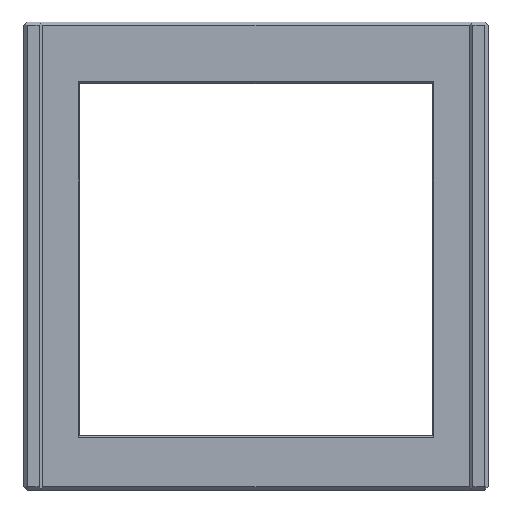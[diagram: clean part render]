
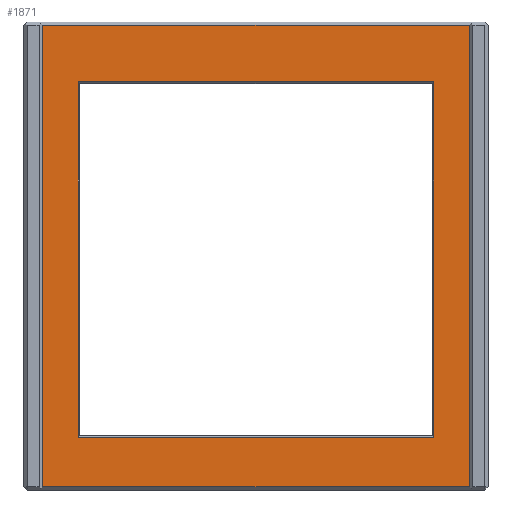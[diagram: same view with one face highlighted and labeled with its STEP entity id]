
A CAD part, top view. The second image highlights one B-rep face of the part: STEP entity #1871.
In plain terms, the highlighted planar face has unit normal (0, 0, 1).
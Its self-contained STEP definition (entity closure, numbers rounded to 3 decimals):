
#187=ORIENTED_EDGE('',*,*,#674,.F.);
#188=ORIENTED_EDGE('',*,*,#694,.T.);
#189=ORIENTED_EDGE('',*,*,#676,.F.);
#190=ORIENTED_EDGE('',*,*,#695,.T.);
#191=ORIENTED_EDGE('',*,*,#696,.T.);
#192=ORIENTED_EDGE('',*,*,#697,.T.);
#193=ORIENTED_EDGE('',*,*,#698,.T.);
#194=ORIENTED_EDGE('',*,*,#699,.T.);
#674=EDGE_CURVE('',#930,#931,#1093,.T.);
#676=EDGE_CURVE('',#932,#933,#1095,.T.);
#694=EDGE_CURVE('',#930,#933,#1113,.T.);
#695=EDGE_CURVE('',#932,#931,#1114,.T.);
#696=EDGE_CURVE('',#942,#943,#1115,.F.);
#697=EDGE_CURVE('',#943,#944,#1116,.T.);
#698=EDGE_CURVE('',#944,#945,#1117,.F.);
#699=EDGE_CURVE('',#945,#942,#1118,.T.);
#930=VERTEX_POINT('',#2750);
#931=VERTEX_POINT('',#2752);
#932=VERTEX_POINT('',#2756);
#933=VERTEX_POINT('',#2757);
#942=VERTEX_POINT('',#2793);
#943=VERTEX_POINT('',#2794);
#944=VERTEX_POINT('',#2796);
#945=VERTEX_POINT('',#2798);
#1093=LINE('',#2751,#1318);
#1095=LINE('',#2755,#1320);
#1113=LINE('',#2790,#1338);
#1114=LINE('',#2791,#1339);
#1115=LINE('',#2792,#1340);
#1116=LINE('',#2795,#1341);
#1117=LINE('',#2797,#1342);
#1118=LINE('',#2799,#1343);
#1318=VECTOR('',#2219,1000.);
#1320=VECTOR('',#2223,1000.);
#1338=VECTOR('',#2255,1000.);
#1339=VECTOR('',#2256,1000.);
#1340=VECTOR('',#2257,1000.);
#1341=VECTOR('',#2258,1000.);
#1342=VECTOR('',#2259,1000.);
#1343=VECTOR('',#2260,1000.);
#1540=EDGE_LOOP('',(#187,#188,#189,#190));
#1541=EDGE_LOOP('',(#191,#192,#193,#194));
#1663=FACE_BOUND('',#1540,.T.);
#1664=FACE_BOUND('',#1541,.T.);
#1773=PLANE('',#2012);
#1871=ADVANCED_FACE('',(#1663,#1664),#1773,.T.);
#2012=AXIS2_PLACEMENT_3D('',#2789,#2253,#2254);
#2219=DIRECTION('',(0.,1.,0.));
#2223=DIRECTION('',(0.,-1.,0.));
#2253=DIRECTION('',(0.,0.,1.));
#2254=DIRECTION('',(1.,0.,0.));
#2255=DIRECTION('',(1.,0.,0.));
#2256=DIRECTION('',(-1.,0.,0.));
#2257=DIRECTION('',(-1.,0.,0.));
#2258=DIRECTION('',(0.,-1.,0.));
#2259=DIRECTION('',(1.,0.,0.));
#2260=DIRECTION('',(0.,1.,0.));
#2750=CARTESIAN_POINT('',(-32.5,-34.5,11.25));
#2751=CARTESIAN_POINT('',(-32.5,20.25,11.25));
#2752=CARTESIAN_POINT('',(-32.5,33.575,11.25));
#2755=CARTESIAN_POINT('',(32.5,20.25,11.25));
#2756=CARTESIAN_POINT('',(32.5,33.575,11.25));
#2757=CARTESIAN_POINT('',(32.5,-34.5,11.25));
#2789=CARTESIAN_POINT('',(0.,0.,11.25));
#2790=CARTESIAN_POINT('',(32.5,-34.5,11.25));
#2791=CARTESIAN_POINT('',(-32.5,33.575,11.25));
#2792=CARTESIAN_POINT('',(0.,25.25,11.25));
#2793=CARTESIAN_POINT('',(-26.25,25.25,11.25));
#2794=CARTESIAN_POINT('',(26.25,25.25,11.25));
#2795=CARTESIAN_POINT('',(26.25,0.,11.25));
#2796=CARTESIAN_POINT('',(26.25,-27.25,11.25));
#2797=CARTESIAN_POINT('',(0.,-27.25,11.25));
#2798=CARTESIAN_POINT('',(-26.25,-27.25,11.25));
#2799=CARTESIAN_POINT('',(-26.25,0.,11.25));
